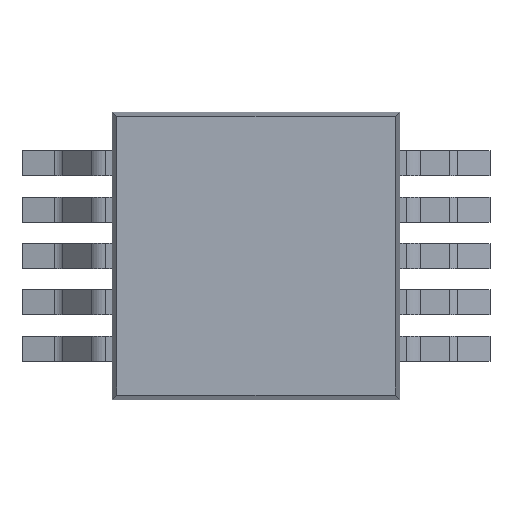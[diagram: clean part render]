
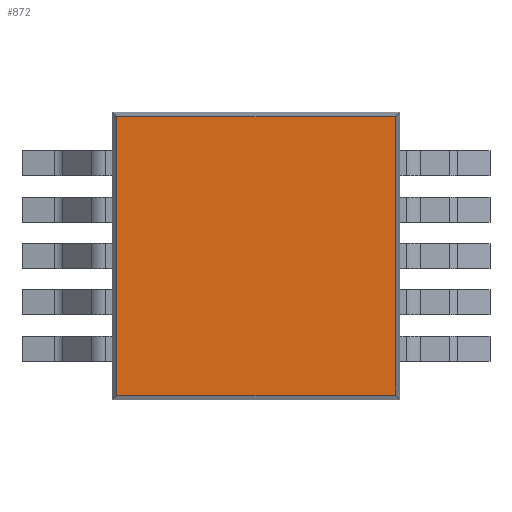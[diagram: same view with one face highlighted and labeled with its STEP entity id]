
A CAD part, top view. The second image highlights one B-rep face of the part: STEP entity #872.
In plain terms, the highlighted planar face has unit normal (0, 0, 1).
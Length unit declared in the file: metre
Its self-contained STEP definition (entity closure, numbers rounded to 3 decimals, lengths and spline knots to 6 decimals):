
#818 = EDGE_CURVE( '', #2084, #2085, #2086, .T. );
#872 = ADVANCED_FACE( '', ( #2168 ), #2169, .T. );
#1034 = EDGE_CURVE( '', #1710, #1768, #2403, .T. );
#1266 = EDGE_CURVE( '', #1768, #2084, #2699, .T. );
#1478 = EDGE_CURVE( '', #2085, #1710, #2950, .T. );
#1710 = VERTEX_POINT( '', #3215 );
#1768 = VERTEX_POINT( '', #3295 );
#2084 = VERTEX_POINT( '', #3728 );
#2085 = VERTEX_POINT( '', #3729 );
#2086 = LINE( '', #3730, #3731 );
#2168 = FACE_OUTER_BOUND( '', #3847, .T. );
#2169 = PLANE( '', #3848 );
#2403 = LINE( '', #4178, #4179 );
#2699 = LINE( '', #4631, #4632 );
#2950 = LINE( '', #5031, #5032 );
#3215 = CARTESIAN_POINT( '', ( -0.001501, 0.001501, 0.001127 ) );
#3295 = CARTESIAN_POINT( '', ( -0.001501, -0.001501, 0.001127 ) );
#3728 = CARTESIAN_POINT( '', ( 0.001501, -0.001501, 0.001127 ) );
#3729 = CARTESIAN_POINT( '', ( 0.001501, 0.001501, 0.001127 ) );
#3730 = CARTESIAN_POINT( '', ( 0.001501, 0.00155, 0.001127 ) );
#3731 = VECTOR( '', #5765, 1. );
#3847 = EDGE_LOOP( '', ( #5861, #5862, #5863, #5864 ) );
#3848 = AXIS2_PLACEMENT_3D( '', #5865, #5866, #5867 );
#4178 = CARTESIAN_POINT( '', ( -0.001501, -0.00155, 0.001127 ) );
#4179 = VECTOR( '', #6216, 1. );
#4631 = CARTESIAN_POINT( '', ( 0.00155, -0.001501, 0.001127 ) );
#4632 = VECTOR( '', #6604, 1. );
#5031 = CARTESIAN_POINT( '', ( -0.00155, 0.001501, 0.001127 ) );
#5032 = VECTOR( '', #6941, 1. );
#5765 = DIRECTION( '', ( 0., 1., 0. ) );
#5861 = ORIENTED_EDGE( '', *, *, #818, .T. );
#5862 = ORIENTED_EDGE( '', *, *, #1478, .T. );
#5863 = ORIENTED_EDGE( '', *, *, #1034, .T. );
#5864 = ORIENTED_EDGE( '', *, *, #1266, .T. );
#5865 = CARTESIAN_POINT( '', ( 0., 0., 0.001127 ) );
#5866 = DIRECTION( '', ( 0., 0., 1. ) );
#5867 = DIRECTION( '', ( 1., 0., 0. ) );
#6216 = DIRECTION( '', ( 0., -1., 0. ) );
#6604 = DIRECTION( '', ( 1., 0., 0. ) );
#6941 = DIRECTION( '', ( -1., 0., 0. ) );
